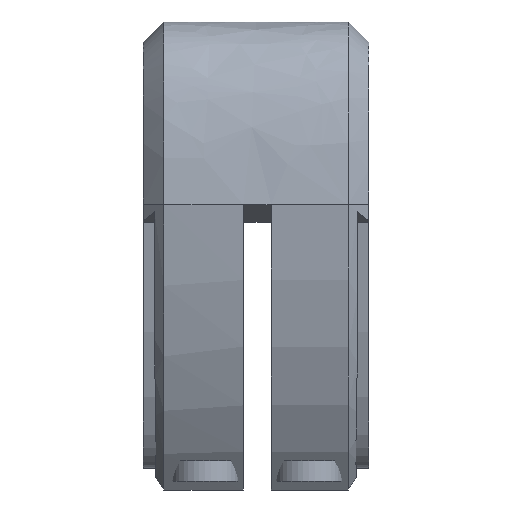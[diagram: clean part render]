
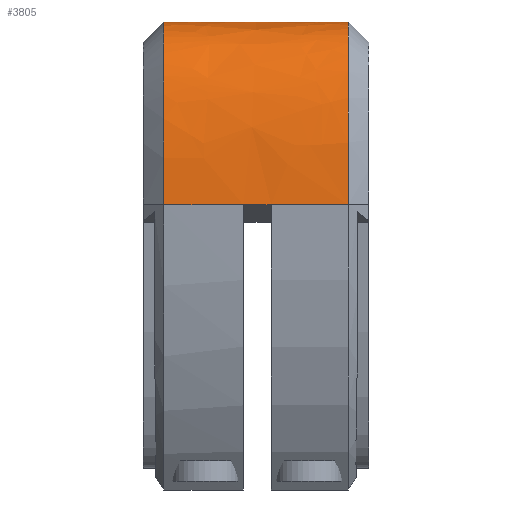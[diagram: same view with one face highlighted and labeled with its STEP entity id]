
A CAD part, top view. The second image highlights one B-rep face of the part: STEP entity #3805.
In plain terms, the highlighted free-form (B-spline) face has degree [3, 1] with [4, 2] control points.
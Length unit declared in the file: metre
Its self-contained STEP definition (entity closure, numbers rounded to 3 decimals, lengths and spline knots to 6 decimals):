
#85=B_SPLINE_CURVE_WITH_KNOTS('',3,(#5016,#5017,#5018,#5019),
 .UNSPECIFIED.,.F.,.F.,(4,4),(0.,1.),.UNSPECIFIED.);
#86=B_SPLINE_CURVE_WITH_KNOTS('',3,(#5020,#5021,#5022,#5023),
 .UNSPECIFIED.,.F.,.F.,(4,4),(0.,1.),.UNSPECIFIED.);
#376=LINE('',#4971,#722);
#377=LINE('',#4982,#723);
#384=LINE('',#5013,#730);
#385=LINE('',#5024,#731);
#722=VECTOR('',#4205,1.);
#723=VECTOR('',#4208,1.);
#730=VECTOR('',#4215,1.);
#731=VECTOR('',#4216,1.);
#1090=ORIENTED_EDGE('',*,*,#2275,.F.);
#1091=ORIENTED_EDGE('',*,*,#2276,.T.);
#1092=ORIENTED_EDGE('',*,*,#2266,.T.);
#1093=ORIENTED_EDGE('',*,*,#2277,.T.);
#1094=ORIENTED_EDGE('',*,*,#2263,.F.);
#1095=ORIENTED_EDGE('',*,*,#2278,.T.);
#2263=EDGE_CURVE('',#2856,#2857,#376,.T.);
#2266=EDGE_CURVE('',#2858,#2859,#377,.T.);
#2275=EDGE_CURVE('',#2866,#2867,#384,.T.);
#2276=EDGE_CURVE('',#2866,#2858,#85,.T.);
#2277=EDGE_CURVE('',#2859,#2857,#86,.T.);
#2278=EDGE_CURVE('',#2856,#2867,#385,.T.);
#2856=VERTEX_POINT('',#4972);
#2857=VERTEX_POINT('',#4973);
#2858=VERTEX_POINT('',#4983);
#2859=VERTEX_POINT('',#4984);
#2866=VERTEX_POINT('',#5014);
#2867=VERTEX_POINT('',#5015);
#3246=EDGE_LOOP('',(#1090,#1091,#1092,#1093,#1094,#1095));
#3476=FACE_BOUND('',#3246,.T.);
#3703=B_SPLINE_SURFACE_WITH_KNOTS('',3,1,((#5005,#5006),(#5007,#5008),(#5009,
#5010),(#5011,#5012)),.SURF_OF_LINEAR_EXTRUSION.,.F.,.F.,.F.,(4,4),(2,2),
(0.,0.990055),(0.,1.),.PIECEWISE_BEZIER_KNOTS.);
#3805=ADVANCED_FACE('',(#3476),#3703,.F.);
#4205=DIRECTION('',(-1.,0.,0.));
#4208=DIRECTION('',(-1.,0.,0.));
#4215=DIRECTION('',(-1.,0.,0.));
#4216=DIRECTION('',(1.,0.,0.));
#4971=CARTESIAN_POINT('',(0.02,0.012474,0.029338));
#4972=CARTESIAN_POINT('',(-0.0106,0.012474,0.029338));
#4973=CARTESIAN_POINT('',(-0.03,0.012474,0.029338));
#4982=CARTESIAN_POINT('',(0.02,0.056852,0.));
#4983=CARTESIAN_POINT('',(0.015,0.056852,0.));
#4984=CARTESIAN_POINT('',(-0.03,0.056852,0.));
#5005=CARTESIAN_POINT('',(0.015,0.056852,0.));
#5006=CARTESIAN_POINT('',(-0.03,0.056852,0.));
#5007=CARTESIAN_POINT('',(0.015,0.059422,0.01895));
#5008=CARTESIAN_POINT('',(-0.03,0.059422,0.01895));
#5009=CARTESIAN_POINT('',(0.015,0.044629,0.028729));
#5010=CARTESIAN_POINT('',(-0.03,0.044629,0.028729));
#5011=CARTESIAN_POINT('',(0.015,0.012474,0.029338));
#5012=CARTESIAN_POINT('',(-0.03,0.012474,0.029338));
#5013=CARTESIAN_POINT('',(0.02,0.012474,0.029338));
#5014=CARTESIAN_POINT('',(0.015,0.012472,0.029338));
#5015=CARTESIAN_POINT('',(-0.0038,0.012474,0.029338));
#5016=CARTESIAN_POINT('',(0.015,0.012474,0.029338));
#5017=CARTESIAN_POINT('',(0.015,0.044629,0.028729));
#5018=CARTESIAN_POINT('',(0.015,0.059422,0.01895));
#5019=CARTESIAN_POINT('',(0.015,0.056852,0.));
#5020=CARTESIAN_POINT('',(-0.03,0.056852,0.));
#5021=CARTESIAN_POINT('',(-0.03,0.059422,0.01895));
#5022=CARTESIAN_POINT('',(-0.03,0.044629,0.028729));
#5023=CARTESIAN_POINT('',(-0.03,0.012474,0.029338));
#5024=CARTESIAN_POINT('',(-0.0106,0.012474,0.029338));
